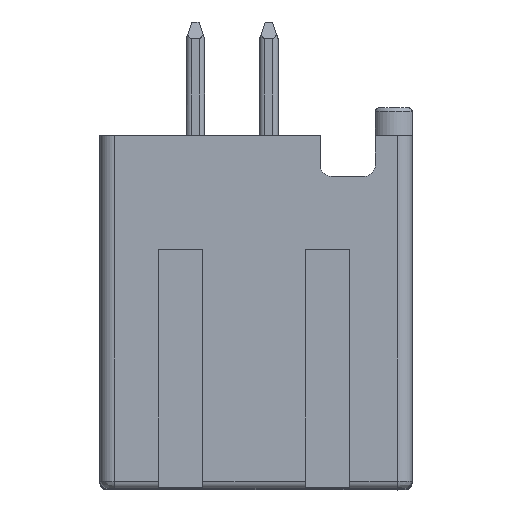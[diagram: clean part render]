
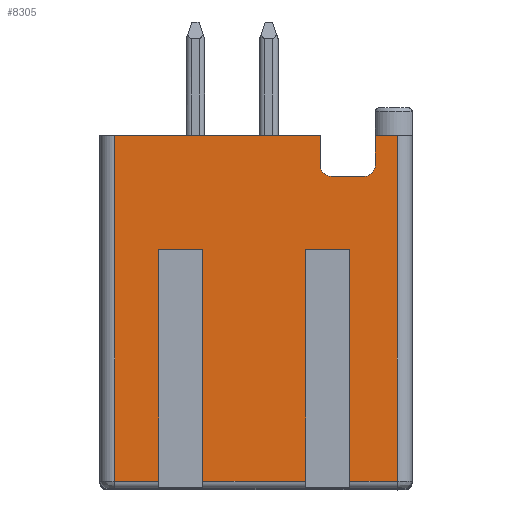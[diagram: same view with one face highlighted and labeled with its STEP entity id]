
A CAD part, top view. The second image highlights one B-rep face of the part: STEP entity #8305.
In plain terms, the highlighted planar face has unit normal (0, 0, 1).
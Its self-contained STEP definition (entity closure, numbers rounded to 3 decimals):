
#1955=CARTESIAN_POINT('',(2.7,-1.1,16.));
#1956=VERTEX_POINT('',#1955);
#1963=CARTESIAN_POINT('',(3.6,-1.1,16.));
#1964=VERTEX_POINT('',#1963);
#1965=CARTESIAN_POINT('',(2.7,-1.1,16.));
#1966=DIRECTION('',(1.,0.,0.));
#1967=VECTOR('',#1966,0.9);
#1968=LINE('',#1965,#1967);
#1969=EDGE_CURVE('',#1956,#1964,#1968,.T.);
#2277=CARTESIAN_POINT('',(2.4,-0.8,16.));
#2278=VERTEX_POINT('',#2277);
#2285=CARTESIAN_POINT('',(2.7,-0.8,16.));
#2286=DIRECTION('',(-1.,0.,0.));
#2287=DIRECTION('',(-0.,0.,1.));
#2288=AXIS2_PLACEMENT_3D('',#2285,#2287,#2286);
#2289=CIRCLE('',#2288,0.3);
#2290=EDGE_CURVE('',#2278,#1956,#2289,.T.);
#2668=CARTESIAN_POINT('',(2.4,0.,16.));
#2669=VERTEX_POINT('',#2668);
#2676=CARTESIAN_POINT('',(2.4,0.,16.));
#2677=DIRECTION('',(0.,-1.,0.));
#2678=VECTOR('',#2677,0.8);
#2679=LINE('',#2676,#2678);
#2680=EDGE_CURVE('',#2669,#2278,#2679,.T.);
#7629=CARTESIAN_POINT('',(3.9,0.,16.));
#7630=VERTEX_POINT('',#7629);
#7637=CARTESIAN_POINT('',(4.5,0.,16.));
#7638=VERTEX_POINT('',#7637);
#7639=CARTESIAN_POINT('',(3.9,0.,16.));
#7640=DIRECTION('',(1.,0.,0.));
#7641=VECTOR('',#7640,0.6);
#7642=LINE('',#7639,#7641);
#7643=EDGE_CURVE('',#7630,#7638,#7642,.T.);
#7972=CARTESIAN_POINT('',(4.5,-9.4,16.));
#7973=VERTEX_POINT('',#7972);
#7974=CARTESIAN_POINT('',(4.5,0.,16.));
#7975=DIRECTION('',(0.,-1.,0.));
#7976=VECTOR('',#7975,9.4);
#7977=LINE('',#7974,#7976);
#7978=EDGE_CURVE('',#7638,#7973,#7977,.T.);
#8192=CARTESIAN_POINT('',(0.,0.,16.));
#8193=DIRECTION('',(1.,0.,0.));
#8194=DIRECTION('',(0.,0.,1.));
#8195=AXIS2_PLACEMENT_3D('',#8192,#8194,#8193);
#8196=PLANE('',#8195);
#8197=ORIENTED_EDGE('',*,*,#7978,.F.);
#8198=ORIENTED_EDGE('',*,*,#7643,.F.);
#8199=CARTESIAN_POINT('',(3.9,-0.8,16.));
#8200=VERTEX_POINT('',#8199);
#8201=CARTESIAN_POINT('',(3.9,0.,16.));
#8202=DIRECTION('',(0.,-1.,0.));
#8203=VECTOR('',#8202,0.8);
#8204=LINE('',#8201,#8203);
#8205=EDGE_CURVE('',#7630,#8200,#8204,.T.);
#8206=ORIENTED_EDGE('',*,*,#8205,.T.);
#8207=CARTESIAN_POINT('',(3.6,-0.8,16.));
#8208=DIRECTION('',(1.,0.,0.));
#8209=DIRECTION('',(-0.,0.,-1.));
#8210=AXIS2_PLACEMENT_3D('',#8207,#8209,#8208);
#8211=CIRCLE('',#8210,0.3);
#8212=EDGE_CURVE('',#8200,#1964,#8211,.T.);
#8213=ORIENTED_EDGE('',*,*,#8212,.T.);
#8214=ORIENTED_EDGE('',*,*,#1969,.F.);
#8215=ORIENTED_EDGE('',*,*,#2290,.F.);
#8216=ORIENTED_EDGE('',*,*,#2680,.F.);
#8217=CARTESIAN_POINT('',(-3.2,0.,16.));
#8218=VERTEX_POINT('',#8217);
#8219=CARTESIAN_POINT('',(2.4,0.,16.));
#8220=DIRECTION('',(-1.,0.,0.));
#8221=VECTOR('',#8220,5.6);
#8222=LINE('',#8219,#8221);
#8223=EDGE_CURVE('',#2669,#8218,#8222,.T.);
#8224=ORIENTED_EDGE('',*,*,#8223,.T.);
#8225=CARTESIAN_POINT('',(-3.2,-9.4,16.));
#8226=VERTEX_POINT('',#8225);
#8227=CARTESIAN_POINT('',(-3.2,0.,16.));
#8228=DIRECTION('',(0.,-1.,0.));
#8229=VECTOR('',#8228,9.4);
#8230=LINE('',#8227,#8229);
#8231=EDGE_CURVE('',#8218,#8226,#8230,.T.);
#8232=ORIENTED_EDGE('',*,*,#8231,.T.);
#8233=CARTESIAN_POINT('',(-2.,-9.4,16.));
#8234=VERTEX_POINT('',#8233);
#8235=CARTESIAN_POINT('',(-3.2,-9.4,16.));
#8236=DIRECTION('',(1.,0.,0.));
#8237=VECTOR('',#8236,1.2);
#8238=LINE('',#8235,#8237);
#8239=EDGE_CURVE('',#8226,#8234,#8238,.T.);
#8240=ORIENTED_EDGE('',*,*,#8239,.T.);
#8241=CARTESIAN_POINT('',(-2.,-3.1,16.));
#8242=VERTEX_POINT('',#8241);
#8243=CARTESIAN_POINT('',(-2.,-9.4,16.));
#8244=DIRECTION('',(0.,1.,0.));
#8245=VECTOR('',#8244,6.3);
#8246=LINE('',#8243,#8245);
#8247=EDGE_CURVE('',#8234,#8242,#8246,.T.);
#8248=ORIENTED_EDGE('',*,*,#8247,.T.);
#8249=CARTESIAN_POINT('',(-0.8,-3.1,16.));
#8250=VERTEX_POINT('',#8249);
#8251=CARTESIAN_POINT('',(-2.,-3.1,16.));
#8252=DIRECTION('',(1.,0.,0.));
#8253=VECTOR('',#8252,1.2);
#8254=LINE('',#8251,#8253);
#8255=EDGE_CURVE('',#8242,#8250,#8254,.T.);
#8256=ORIENTED_EDGE('',*,*,#8255,.T.);
#8257=CARTESIAN_POINT('',(-0.8,-9.4,16.));
#8258=VERTEX_POINT('',#8257);
#8259=CARTESIAN_POINT('',(-0.8,-3.1,16.));
#8260=DIRECTION('',(0.,-1.,0.));
#8261=VECTOR('',#8260,6.3);
#8262=LINE('',#8259,#8261);
#8263=EDGE_CURVE('',#8250,#8258,#8262,.T.);
#8264=ORIENTED_EDGE('',*,*,#8263,.T.);
#8265=CARTESIAN_POINT('',(2.,-9.4,16.));
#8266=VERTEX_POINT('',#8265);
#8267=CARTESIAN_POINT('',(-0.8,-9.4,16.));
#8268=DIRECTION('',(1.,0.,0.));
#8269=VECTOR('',#8268,2.8);
#8270=LINE('',#8267,#8269);
#8271=EDGE_CURVE('',#8258,#8266,#8270,.T.);
#8272=ORIENTED_EDGE('',*,*,#8271,.T.);
#8273=CARTESIAN_POINT('',(2.,-3.1,16.));
#8274=VERTEX_POINT('',#8273);
#8275=CARTESIAN_POINT('',(2.,-9.4,16.));
#8276=DIRECTION('',(0.,1.,0.));
#8277=VECTOR('',#8276,6.3);
#8278=LINE('',#8275,#8277);
#8279=EDGE_CURVE('',#8266,#8274,#8278,.T.);
#8280=ORIENTED_EDGE('',*,*,#8279,.T.);
#8281=CARTESIAN_POINT('',(3.2,-3.1,16.));
#8282=VERTEX_POINT('',#8281);
#8283=CARTESIAN_POINT('',(2.,-3.1,16.));
#8284=DIRECTION('',(1.,0.,0.));
#8285=VECTOR('',#8284,1.2);
#8286=LINE('',#8283,#8285);
#8287=EDGE_CURVE('',#8274,#8282,#8286,.T.);
#8288=ORIENTED_EDGE('',*,*,#8287,.T.);
#8289=CARTESIAN_POINT('',(3.2,-9.4,16.));
#8290=VERTEX_POINT('',#8289);
#8291=CARTESIAN_POINT('',(3.2,-3.1,16.));
#8292=DIRECTION('',(0.,-1.,0.));
#8293=VECTOR('',#8292,6.3);
#8294=LINE('',#8291,#8293);
#8295=EDGE_CURVE('',#8282,#8290,#8294,.T.);
#8296=ORIENTED_EDGE('',*,*,#8295,.T.);
#8297=CARTESIAN_POINT('',(3.2,-9.4,16.));
#8298=DIRECTION('',(1.,0.,0.));
#8299=VECTOR('',#8298,1.3);
#8300=LINE('',#8297,#8299);
#8301=EDGE_CURVE('',#8290,#7973,#8300,.T.);
#8302=ORIENTED_EDGE('',*,*,#8301,.T.);
#8303=EDGE_LOOP('',(#8197,#8198,#8206,#8213,#8214,#8215,#8216,#8224,#8232,#8240,#8248,#8256,#8264,#8272,#8280,#8288,#8296,#8302));
#8304=FACE_OUTER_BOUND('',#8303,.T.);
#8305=ADVANCED_FACE('',(#8304),#8196,.T.);
